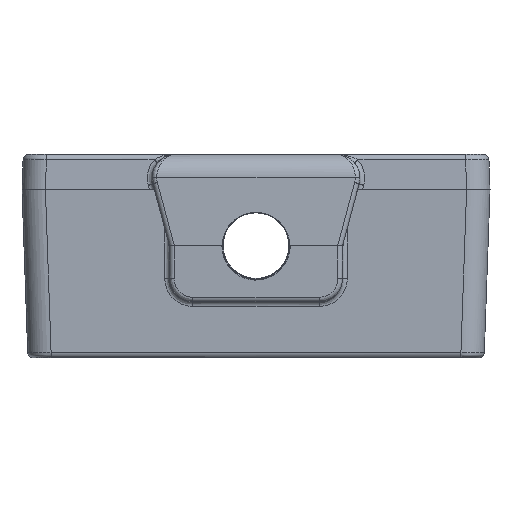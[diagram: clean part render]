
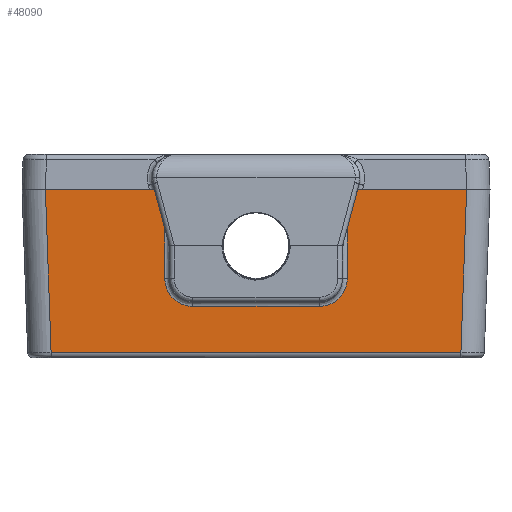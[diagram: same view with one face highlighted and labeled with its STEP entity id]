
A CAD part, left-side view. The second image highlights one B-rep face of the part: STEP entity #48090.
In plain terms, the highlighted planar face has unit normal (-1, 0, -0.018).
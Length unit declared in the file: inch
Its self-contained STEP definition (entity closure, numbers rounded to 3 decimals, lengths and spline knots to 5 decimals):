
#567 = EDGE_CURVE ( 'NONE', #76619, #113364, #197652, .T. ) ;
#8194 = CARTESIAN_POINT ( 'NONE',  ( -2.26511, -0.45745, -0.14424 ) ) ;
#9504 = CARTESIAN_POINT ( 'NONE',  ( -2.2641, -0.3375, -0.20206 ) ) ;
#10861 = EDGE_CURVE ( 'NONE', #189447, #76619, #212478, .T. ) ;
#11018 = CARTESIAN_POINT ( 'NONE',  ( -2.2641, 0.3375, -0.20206 ) ) ;
#15053 = VERTEX_POINT ( 'NONE', #101113 ) ;
#15384 = CARTESIAN_POINT ( 'NONE',  ( -2.2641, 0.3375, -0.20206 ) ) ;
#16702 = ORIENTED_EDGE ( 'NONE', *, *, #190827, .F. ) ;
#18030 = EDGE_CURVE ( 'NONE', #77377, #62440, #64966, .T. ) ;
#18522 = EDGE_CURVE ( 'NONE', #15053, #189447, #130461, .T. ) ;
#20092 = FACE_OUTER_BOUND ( 'NONE', #77043, .T. ) ;
#24031 = DIRECTION ( 'NONE',  ( 1., 0., 0.017 ) ) ;
#28276 = CARTESIAN_POINT ( 'NONE',  ( -2.2654, -0.46858, -0.12761 ) ) ;
#29816 = DIRECTION ( 'NONE',  ( 0., -1., 0. ) ) ;
#30472 = VECTOR ( 'NONE', #60405, 39.37008 ) ;
#31064 = VECTOR ( 'NONE', #145090, 39.37008 ) ;
#31571 = LINE ( 'NONE', #46324, #139678 ) ;
#34294 = DIRECTION ( 'NONE',  ( 0., 1., 0. ) ) ;
#46324 = CARTESIAN_POINT ( 'NONE',  ( -2.25184, -1.07867, -0.90408 ) ) ;
#48090 = ADVANCED_FACE ( 'NONE', ( #20092 ), #185342, .F. ) ;
#51385 = ORIENTED_EDGE ( 'NONE', *, *, #162670, .F. ) ;
#53757 = CARTESIAN_POINT ( 'NONE',  ( -2.2654, 0.46861, -0.12763 ) ) ;
#55612 = LINE ( 'NONE', #77055, #233540 ) ;
#55747 = CARTESIAN_POINT ( 'NONE',  ( -2.275, 0.4875, 0.4225 ) ) ;
#57680 = CARTESIAN_POINT ( 'NONE',  ( -2.26511, 0.45743, -0.14423 ) ) ;
#60405 = DIRECTION ( 'NONE',  ( 0., -1., 0. ) ) ;
#62440 = VERTEX_POINT ( 'NONE', #72654 ) ;
#64966 = LINE ( 'NONE', #83634, #71728 ) ;
#69515 = CARTESIAN_POINT ( 'NONE',  ( -2.2598, 1.0946, -0.44802 ) ) ;
#71728 = VECTOR ( 'NONE', #143562, 39.37008 ) ;
#72654 = CARTESIAN_POINT ( 'NONE',  ( -2.275, -1.125, 0.4225 ) ) ;
#73905 = CARTESIAN_POINT ( 'NONE',  ( -2.26417, 0.37676, -0.19816 ) ) ;
#76619 = VERTEX_POINT ( 'NONE', #144910 ) ;
#77043 = EDGE_LOOP ( 'NONE', ( #51385, #186360, #16702, #250742, #232438, #82623, #152881, #261153, #173477, #190930 ) ) ;
#77055 = CARTESIAN_POINT ( 'NONE',  ( -2.2598, -0.6875, -0.44802 ) ) ;
#77377 = VERTEX_POINT ( 'NONE', #233230 ) ;
#78973 = DIRECTION ( 'NONE',  ( 0.017, 0., -1. ) ) ;
#82623 = ORIENTED_EDGE ( 'NONE', *, *, #142952, .F. ) ;
#83634 = CARTESIAN_POINT ( 'NONE',  ( -2.275, -1.375, 0.4225 ) ) ;
#91035 = CARTESIAN_POINT ( 'NONE',  ( -2.26603, -0.4836, -0.09132 ) ) ;
#93647 = CARTESIAN_POINT ( 'NONE',  ( -2.26672, -0.4875, -0.05206 ) ) ;
#95163 = CARTESIAN_POINT ( 'NONE',  ( -2.26443, 0.41305, -0.18314 ) ) ;
#101113 = CARTESIAN_POINT ( 'NONE',  ( -2.26672, 0.4875, -0.05206 ) ) ;
#110549 = VECTOR ( 'NONE', #131691, 39.37008 ) ;
#112174 = VERTEX_POINT ( 'NONE', #55747 ) ;
#112441 = CARTESIAN_POINT ( 'NONE',  ( -2.2641, -1.375, -0.20206 ) ) ;
#113364 = VERTEX_POINT ( 'NONE', #243275 ) ;
#122930 = LINE ( 'NONE', #144299, #30472 ) ;
#130461 = B_SPLINE_CURVE_WITH_KNOTS ( 'NONE', 3,
 ( #235137, #220337, #240388, #53757, #57680, #157624, #95163, #73905, #136433, #11018 ),
 .UNSPECIFIED., .F., .F.,
 ( 4, 2, 2, 2, 4 ),
 ( 0., 0.25, 0.5, 0.75, 1. ),
 .UNSPECIFIED. ) ;
#131691 = DIRECTION ( 'NONE',  ( 0.017, 0., -1. ) ) ;
#135725 = EDGE_CURVE ( 'NONE', #62440, #185009, #31571, .T. ) ;
#136433 = CARTESIAN_POINT ( 'NONE',  ( -2.2641, 0.35713, -0.20207 ) ) ;
#136651 = CARTESIAN_POINT ( 'NONE',  ( -2.25977, 1.0946, -0.44802 ) ) ;
#137378 = EDGE_CURVE ( 'NONE', #112174, #15053, #214346, .T. ) ;
#139678 = VECTOR ( 'NONE', #168901, 39.37008 ) ;
#142952 = EDGE_CURVE ( 'NONE', #113364, #77377, #225097, .T. ) ;
#143562 = DIRECTION ( 'NONE',  ( 0., -1., 0. ) ) ;
#144299 = CARTESIAN_POINT ( 'NONE',  ( -2.275, -1.375, 0.4225 ) ) ;
#144910 = CARTESIAN_POINT ( 'NONE',  ( -2.2641, -0.3375, -0.20206 ) ) ;
#145090 = DIRECTION ( 'NONE',  ( -0.017, 0., 1. ) ) ;
#147177 = VERTEX_POINT ( 'NONE', #136651 ) ;
#150863 = CARTESIAN_POINT ( 'NONE',  ( -2.26417, -0.37677, -0.19816 ) ) ;
#152881 = ORIENTED_EDGE ( 'NONE', *, *, #567, .F. ) ;
#153578 = EDGE_CURVE ( 'NONE', #147177, #202553, #169346, .T. ) ;
#157624 = CARTESIAN_POINT ( 'NONE',  ( -2.26462, 0.42968, -0.17202 ) ) ;
#162670 = EDGE_CURVE ( 'NONE', #202553, #112174, #122930, .T. ) ;
#167662 = VECTOR ( 'NONE', #29816, 39.37008 ) ;
#168901 = DIRECTION ( 'NONE',  ( 0.017, 0.035, -0.999 ) ) ;
#169346 = LINE ( 'NONE', #69515, #220576 ) ;
#169464 = CARTESIAN_POINT ( 'NONE',  ( -2.275, 1.125, 0.4225 ) ) ;
#173477 = ORIENTED_EDGE ( 'NONE', *, *, #18522, .F. ) ;
#174811 = CARTESIAN_POINT ( 'NONE',  ( -2.2641, -0.35714, -0.20203 ) ) ;
#176766 = CARTESIAN_POINT ( 'NONE',  ( -2.2598, -1.0946, -0.44802 ) ) ;
#181408 = CARTESIAN_POINT ( 'NONE',  ( -2.25161, -1.375, -0.91765 ) ) ;
#182425 = AXIS2_PLACEMENT_3D ( 'NONE', #181408, #24031, #78973 ) ;
#185009 = VERTEX_POINT ( 'NONE', #176766 ) ;
#185342 = PLANE ( 'NONE',  #182425 ) ;
#186360 = ORIENTED_EDGE ( 'NONE', *, *, #153578, .F. ) ;
#187687 = CARTESIAN_POINT ( 'NONE',  ( -2.25161, -0.4875, -0.91765 ) ) ;
#189447 = VERTEX_POINT ( 'NONE', #15384 ) ;
#190827 = EDGE_CURVE ( 'NONE', #185009, #147177, #55612, .T. ) ;
#190930 = ORIENTED_EDGE ( 'NONE', *, *, #137378, .F. ) ;
#193501 = CARTESIAN_POINT ( 'NONE',  ( -2.26462, -0.42967, -0.17199 ) ) ;
#197652 = B_SPLINE_CURVE_WITH_KNOTS ( 'NONE', 3,
 ( #9504, #174811, #150863, #253667, #193501, #8194, #28276, #91035, #255036, #93647 ),
 .UNSPECIFIED., .F., .F.,
 ( 4, 2, 2, 2, 4 ),
 ( 0., 0.25, 0.5, 0.75, 1. ),
 .UNSPECIFIED. ) ;
#202553 = VERTEX_POINT ( 'NONE', #169464 ) ;
#212060 = DIRECTION ( 'NONE',  ( -0.017, 0.035, 0.999 ) ) ;
#212478 = LINE ( 'NONE', #112441, #167662 ) ;
#214346 = LINE ( 'NONE', #231720, #110549 ) ;
#220337 = CARTESIAN_POINT ( 'NONE',  ( -2.26637, 0.48746, -0.0717 ) ) ;
#220576 = VECTOR ( 'NONE', #212060, 39.37008 ) ;
#225097 = LINE ( 'NONE', #187687, #31064 ) ;
#231720 = CARTESIAN_POINT ( 'NONE',  ( -2.25161, 0.4875, -0.91765 ) ) ;
#232438 = ORIENTED_EDGE ( 'NONE', *, *, #18030, .F. ) ;
#233230 = CARTESIAN_POINT ( 'NONE',  ( -2.275, -0.4875, 0.4225 ) ) ;
#233540 = VECTOR ( 'NONE', #34294, 39.37008 ) ;
#235137 = CARTESIAN_POINT ( 'NONE',  ( -2.26672, 0.4875, -0.05206 ) ) ;
#240388 = CARTESIAN_POINT ( 'NONE',  ( -2.26603, 0.4836, -0.09133 ) ) ;
#243275 = CARTESIAN_POINT ( 'NONE',  ( -2.26672, -0.4875, -0.05206 ) ) ;
#250742 = ORIENTED_EDGE ( 'NONE', *, *, #135725, .F. ) ;
#253667 = CARTESIAN_POINT ( 'NONE',  ( -2.26443, -0.41306, -0.18317 ) ) ;
#255036 = CARTESIAN_POINT ( 'NONE',  ( -2.26637, -0.4875, -0.0717 ) ) ;
#261153 = ORIENTED_EDGE ( 'NONE', *, *, #10861, .F. ) ;
